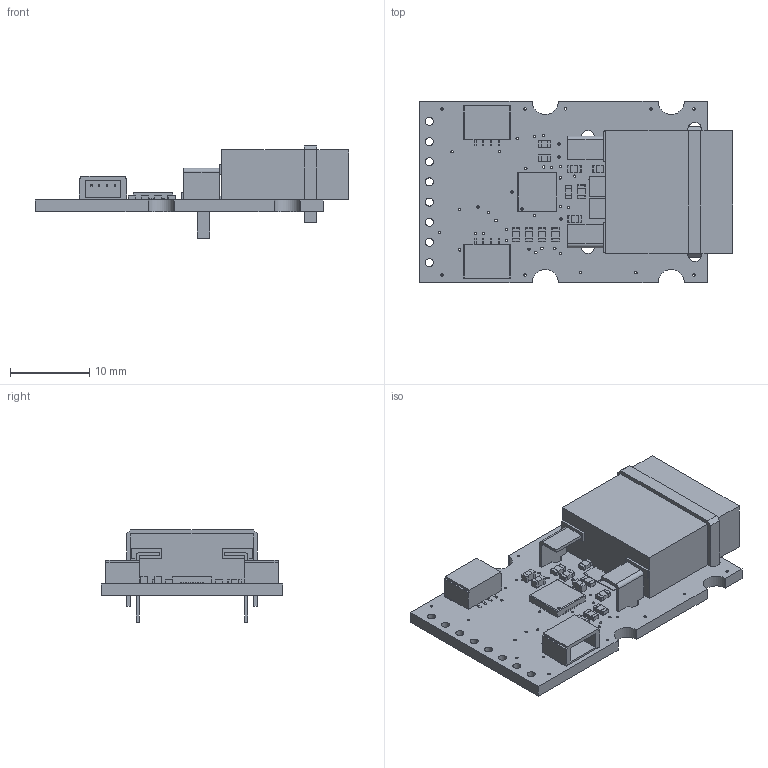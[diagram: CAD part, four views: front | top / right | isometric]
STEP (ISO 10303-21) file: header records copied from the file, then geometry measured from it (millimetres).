
FILE_DESCRIPTION(/* description */ (''),/* implementation_level */ '2;1');
FILE_NAME(/* name */ 'SEN-30010_MCP960X_1CH_R00_Mini_K-Type.step',/* time_stamp */ '2020-10-02T17:13:50-05:00',/* author */ (''),/* organization */ (''),/* preprocessor_version */ 'ST-DEVELOPER v18.1',/* originating_system */ 'Autodesk Translation Framework v9.3.0.1241',/* authorisation */ '');
FILE_SCHEMA (('AUTOMOTIVE_DESIGN { 1 0 10303 214 3 1 1 }'));
Length unit declared in the file: millimetre
Products named in the file (8): SEN-30010_MCP960X_1CH_R00; Packages; SM04B-SRSS-TB; MQFN20-5X5X1; PCC-SMP-H; C0603K (1); R0603; SC70---SOT-323
Assembly tree (19 placements, depth 3):
  SEN-30010_MCP960X_1CH_R00
    Packages
      SM04B-SRSS-TB  x2
      MQFN20-5X5X1
      PCC-SMP-H
      C0603K (1)  x3
      R0603  x9
      SC70---SOT-323  x2
Bounding box: 39.5 x 22.86 x 11.6 mm (x, y, z)
Volume: 2900.9 mm3; surface area: 3614.6 mm2
Topology: 29 solids, 29 shells, 1146 faces, 2618 edges, 1572 vertices
Faces by surface type: plane 676, cylinder 326, sphere 144
Full cylindrical faces by diameter (mm): 0.3 x1, 0.305 x63, 1.016 x8, 1.1 x4, 1.3 x2, 1.778 x4
Entity records: 18306 total; most frequent: CARTESIAN_POINT 3013, DIRECTION 2948, ORIENTED_EDGE 2932, EDGE_CURVE 1466, LINE 1198, VECTOR 1198, VERTEX_POINT 940, AXIS2_PLACEMENT_3D 875
